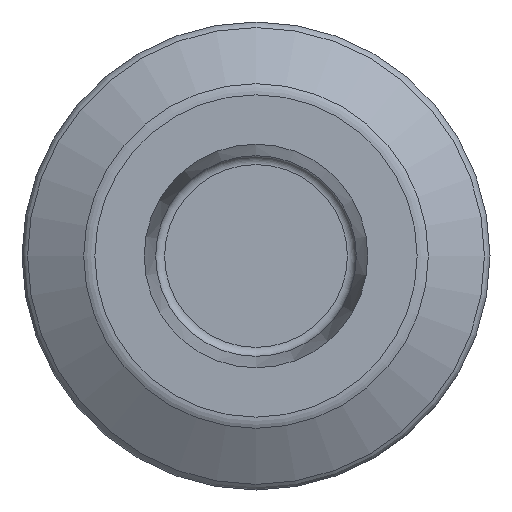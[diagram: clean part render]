
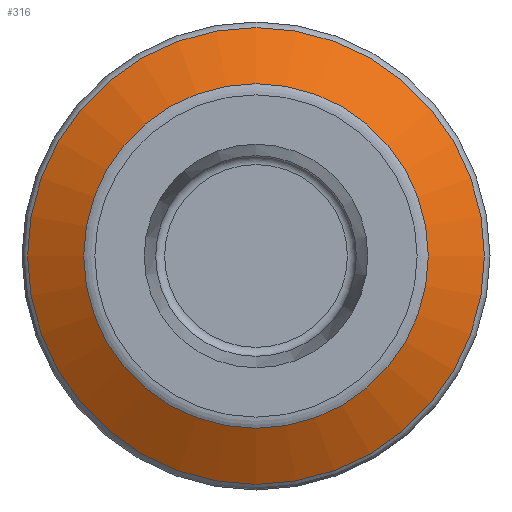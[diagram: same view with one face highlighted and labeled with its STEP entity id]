
A CAD part, left-side view. The second image highlights one B-rep face of the part: STEP entity #316.
In plain terms, the highlighted conical face has half-angle 60 degrees and reference radius 20.5 mm.
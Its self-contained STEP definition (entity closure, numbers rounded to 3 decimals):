
#91=FACE_BOUND('',#537,.T.);
#92=FACE_BOUND('',#538,.T.);
#153=CONICAL_SURFACE('',#1703,20.5,60.);
#316=ADVANCED_FACE('',(#91,#92),#153,.T.);
#537=EDGE_LOOP('',(#1031));
#538=EDGE_LOOP('',(#1032));
#612=CIRCLE('',#1696,20.5);
#615=CIRCLE('',#1702,15.464);
#1031=ORIENTED_EDGE('',*,*,#1398,.F.);
#1032=ORIENTED_EDGE('',*,*,#1401,.T.);
#1186=VERTEX_POINT('',#3175);
#1189=VERTEX_POINT('',#3184);
#1398=EDGE_CURVE('',#1186,#1186,#612,.T.);
#1401=EDGE_CURVE('',#1189,#1189,#615,.T.);
#1696=AXIS2_PLACEMENT_3D('',#3174,#2072,#2073);
#1702=AXIS2_PLACEMENT_3D('',#3183,#2084,#2085);
#1703=AXIS2_PLACEMENT_3D('',#3185,#2086,#2087);
#2072=DIRECTION('',(1.,0.,0.));
#2073=DIRECTION('',(0.,1.,0.));
#2084=DIRECTION('',(1.,0.,0.));
#2085=DIRECTION('',(0.,1.,0.));
#2086=DIRECTION('',(1.,0.,0.));
#2087=DIRECTION('',(0.,1.,0.));
#3174=CARTESIAN_POINT('',(-8.825,0.,0.));
#3175=CARTESIAN_POINT('',(-8.825,20.5,0.));
#3183=CARTESIAN_POINT('',(-11.732,0.,0.));
#3184=CARTESIAN_POINT('',(-11.732,15.464,0.));
#3185=CARTESIAN_POINT('',(-8.825,0.,0.));
